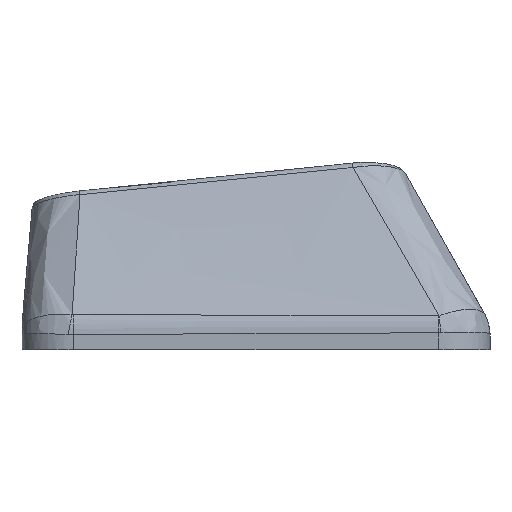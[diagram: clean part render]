
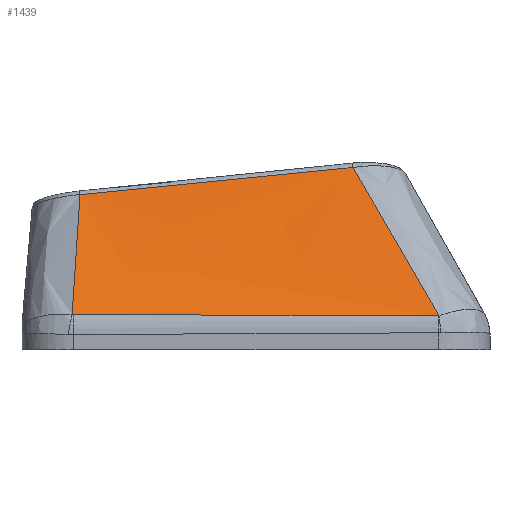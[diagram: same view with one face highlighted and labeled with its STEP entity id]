
A CAD part, left-side view. The second image highlights one B-rep face of the part: STEP entity #1439.
In plain terms, the highlighted free-form (B-spline) face has degree [3, 3] with [4, 4] control points.
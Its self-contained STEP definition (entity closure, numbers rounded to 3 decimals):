
#235=FACE_OUTER_BOUND('',#317,.T.);
#317=EDGE_LOOP('',(#1017,#1018,#1019,#1020,#1021,#1022));
#427=B_SPLINE_CURVE_WITH_KNOTS('',3,(#2420,#2421,#2422,#2423),
 .UNSPECIFIED.,.F.,.F.,(4,4),(0.,0.002),
 .UNSPECIFIED.);
#429=B_SPLINE_CURVE_WITH_KNOTS('',3,(#2447,#2448,#2449,#2450),
 .UNSPECIFIED.,.F.,.F.,(4,4),(0.,1.416),.UNSPECIFIED.);
#431=B_SPLINE_CURVE_WITH_KNOTS('',3,(#2474,#2475,#2476,#2477),
 .UNSPECIFIED.,.F.,.F.,(4,4),(0.,0.005),
 .UNSPECIFIED.);
#446=B_SPLINE_CURVE_WITH_KNOTS('',3,(#2753,#2754,#2755,#2756),
 .UNSPECIFIED.,.F.,.F.,(4,4),(0.029,0.752),
 .UNSPECIFIED.);
#447=B_SPLINE_CURVE_WITH_KNOTS('',3,(#2758,#2759,#2760,#2761),
 .UNSPECIFIED.,.F.,.F.,(4,4),(-1.064,0.),
 .UNSPECIFIED.);
#448=B_SPLINE_CURVE_WITH_KNOTS('',3,(#2762,#2763,#2764,#2765),
 .UNSPECIFIED.,.F.,.F.,(4,4),(-0.566,-0.021),
 .UNSPECIFIED.);
#566=VERTEX_POINT('',#2382);
#568=VERTEX_POINT('',#2413);
#570=VERTEX_POINT('',#2440);
#572=VERTEX_POINT('',#2467);
#588=VERTEX_POINT('',#2752);
#589=VERTEX_POINT('',#2757);
#733=EDGE_CURVE('',#566,#568,#427,.T.);
#736=EDGE_CURVE('',#568,#570,#429,.T.);
#739=EDGE_CURVE('',#570,#572,#431,.T.);
#763=EDGE_CURVE('',#588,#566,#446,.T.);
#764=EDGE_CURVE('',#589,#588,#447,.T.);
#765=EDGE_CURVE('',#572,#589,#448,.T.);
#1017=ORIENTED_EDGE('',*,*,#739,.F.);
#1018=ORIENTED_EDGE('',*,*,#736,.F.);
#1019=ORIENTED_EDGE('',*,*,#733,.F.);
#1020=ORIENTED_EDGE('',*,*,#763,.F.);
#1021=ORIENTED_EDGE('',*,*,#764,.F.);
#1022=ORIENTED_EDGE('',*,*,#765,.F.);
#1390=B_SPLINE_SURFACE_WITH_KNOTS('',3,3,((#2736,#2737,#2738,#2739),(#2740,
#2741,#2742,#2743),(#2744,#2745,#2746,#2747),(#2748,#2749,#2750,#2751)),
 .UNSPECIFIED.,.F.,.F.,.F.,(4,4),(4,4),(0.1,0.893),
(0.035,0.951),.UNSPECIFIED.);
#1439=ADVANCED_FACE('',(#235),#1390,.T.);
#2382=CARTESIAN_POINT('',(-8.927,-7.101,0.313));
#2413=CARTESIAN_POINT('',(-8.928,-7.078,0.312));
#2420=CARTESIAN_POINT('Ctrl Pts',(-8.927,-7.101,0.313));
#2421=CARTESIAN_POINT('Ctrl Pts',(-8.927,-7.093,0.312));
#2422=CARTESIAN_POINT('Ctrl Pts',(-8.928,-7.086,0.312));
#2423=CARTESIAN_POINT('Ctrl Pts',(-8.928,-7.078,0.312));
#2440=CARTESIAN_POINT('',(-8.865,7.085,0.357));
#2447=CARTESIAN_POINT('Ctrl Pts',(-8.928,-7.078,0.312));
#2448=CARTESIAN_POINT('Ctrl Pts',(-8.911,-2.357,0.325));
#2449=CARTESIAN_POINT('Ctrl Pts',(-8.892,2.364,0.34));
#2450=CARTESIAN_POINT('Ctrl Pts',(-8.865,7.085,0.357));
#2467=CARTESIAN_POINT('',(-8.862,7.138,0.362));
#2474=CARTESIAN_POINT('Ctrl Pts',(-8.865,7.085,0.357));
#2475=CARTESIAN_POINT('Ctrl Pts',(-8.865,7.103,0.357));
#2476=CARTESIAN_POINT('Ctrl Pts',(-8.864,7.12,0.359));
#2477=CARTESIAN_POINT('Ctrl Pts',(-8.862,7.138,0.362));
#2736=CARTESIAN_POINT('Ctrl Pts',(-6.078,-4.132,6.119));
#2737=CARTESIAN_POINT('Ctrl Pts',(-7.028,-5.122,4.183));
#2738=CARTESIAN_POINT('Ctrl Pts',(-7.978,-6.112,2.248));
#2739=CARTESIAN_POINT('Ctrl Pts',(-8.928,-7.102,0.312));
#2740=CARTESIAN_POINT('Ctrl Pts',(-6.078,-0.376,
5.74));
#2741=CARTESIAN_POINT('Ctrl Pts',(-7.028,-1.036,3.924));
#2742=CARTESIAN_POINT('Ctrl Pts',(-7.978,-1.695,2.108));
#2743=CARTESIAN_POINT('Ctrl Pts',(-8.928,-2.355,0.292));
#2744=CARTESIAN_POINT('Ctrl Pts',(-6.078,3.381,5.361));
#2745=CARTESIAN_POINT('Ctrl Pts',(-7.028,3.051,3.665));
#2746=CARTESIAN_POINT('Ctrl Pts',(-7.978,2.721,1.969));
#2747=CARTESIAN_POINT('Ctrl Pts',(-8.928,2.391,0.273));
#2748=CARTESIAN_POINT('Ctrl Pts',(-6.078,7.137,4.982));
#2749=CARTESIAN_POINT('Ctrl Pts',(-7.028,7.137,3.406));
#2750=CARTESIAN_POINT('Ctrl Pts',(-7.978,7.137,1.83));
#2751=CARTESIAN_POINT('Ctrl Pts',(-8.928,7.138,0.254));
#2752=CARTESIAN_POINT('',(-6.085,-3.765,6.067));
#2753=CARTESIAN_POINT('Ctrl Pts',(-6.085,-3.765,6.067));
#2754=CARTESIAN_POINT('Ctrl Pts',(-7.038,-4.882,4.153));
#2755=CARTESIAN_POINT('Ctrl Pts',(-7.984,-5.993,2.234));
#2756=CARTESIAN_POINT('Ctrl Pts',(-8.927,-7.101,0.313));
#2757=CARTESIAN_POINT('',(-6.078,6.827,5.013));
#2758=CARTESIAN_POINT('Ctrl Pts',(-6.078,6.827,5.013));
#2759=CARTESIAN_POINT('Ctrl Pts',(-6.081,3.297,5.364));
#2760=CARTESIAN_POINT('Ctrl Pts',(-6.083,-0.234,
5.716));
#2761=CARTESIAN_POINT('Ctrl Pts',(-6.085,-3.765,6.067));
#2762=CARTESIAN_POINT('Ctrl Pts',(-8.862,7.138,0.362));
#2763=CARTESIAN_POINT('Ctrl Pts',(-7.929,7.028,1.91));
#2764=CARTESIAN_POINT('Ctrl Pts',(-7.,6.923,3.46));
#2765=CARTESIAN_POINT('Ctrl Pts',(-6.078,6.827,5.013));
